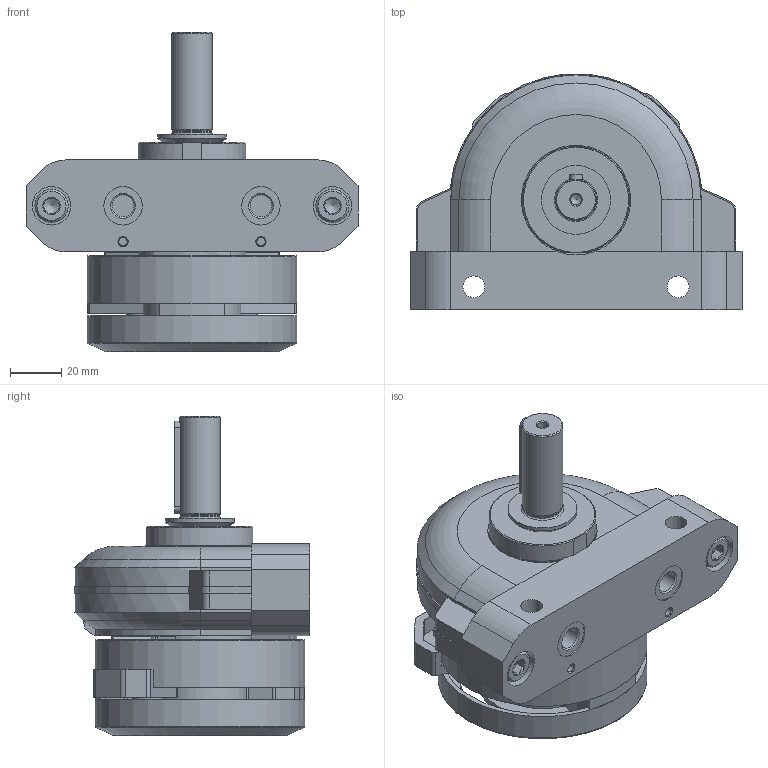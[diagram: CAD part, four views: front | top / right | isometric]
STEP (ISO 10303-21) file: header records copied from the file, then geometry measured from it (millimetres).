
FILE_DESCRIPTION(/* description */ ('STEP AP214'),/* implementation_level */ '2;1');
FILE_NAME(/* name */ '11912_DSR-32-180-P',/* time_stamp */ '2024-08-19T08:27:23+02:00',/* author */ ('License CC BY-ND 4.0'),/* organization */ ('CADENAS'),/* preprocessor_version */ 'ST-DEVELOPER v19.3',/* originating_system */ 'PARTsolutions',/* authorisation */ ' ');
FILE_SCHEMA (('AUTOMOTIVE_DESIGN {1 0 10303 214 3 1 1}'));
Length unit declared in the file: millimetre
Products named in the file (5): 11912 DSR-32-180-P---(0); 11912 DSR-32-180-P---(Geh); 695676 DSR-32-180-P---(Ks); 241663 DSR-32-180-P---(Kappe); 241629---(Schalt)
Assembly tree (5 placements, depth 2):
  11912 DSR-32-180-P---(0)
    11912 DSR-32-180-P---(Geh)
    695676 DSR-32-180-P---(Ks)
    241663 DSR-32-180-P---(Kappe)
    241629---(Schalt)  x2
Bounding box: 130 x 92.31 x 125.15 mm (x, y, z)
Volume: 390354.7 mm3; surface area: 105258.7 mm2
Topology: 5 solids, 5 shells, 581 faces, 1458 edges, 924 vertices
Faces by surface type: plane 297, cylinder 193, cone 69, torus 22
Full cylindrical faces by diameter (mm): 3.242 x2, 4.134 x1, 4.917 x2, 6 x2, 6.1 x2, 7 x4, 8.566 x2, 10 x2, 10.5 x1, 13 x2, 15 x7, 15.6 x1, 16 x3, 20 x3, 22 x1, 27 x1, 32 x2, 35.5 x1, 36 x2, 37.2 x1, 78 x2, 78.2 x1, 82 x2
Entity records: 15252 total; most frequent: CARTESIAN_POINT 2474, DIRECTION 2414, ORIENTED_EDGE 2136, EDGE_CURVE 1068, AXIS2_PLACEMENT_3D 915, VERTEX_POINT 728, FACE_BOUND 628, EDGE_LOOP 624
